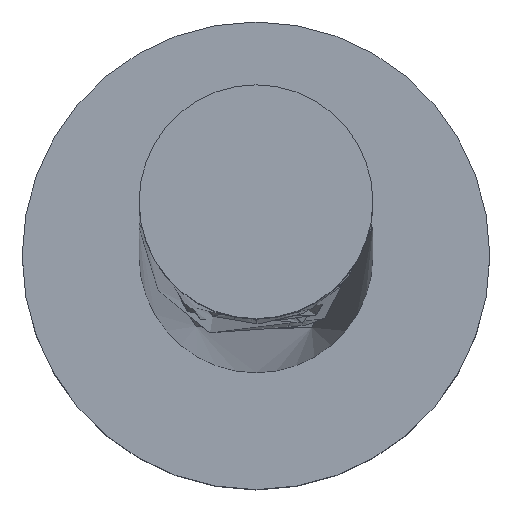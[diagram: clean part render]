
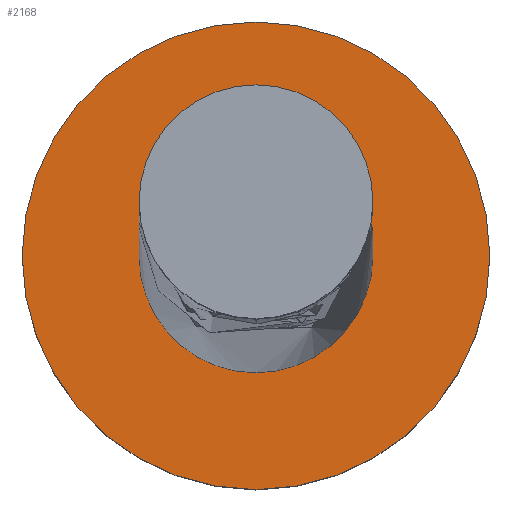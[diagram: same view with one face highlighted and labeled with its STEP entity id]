
A CAD part, top view. The second image highlights one B-rep face of the part: STEP entity #2168.
In plain terms, the highlighted planar face has unit normal (0, 0, 1).
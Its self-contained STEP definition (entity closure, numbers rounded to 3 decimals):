
#79 = CIRCLE ( 'NONE', #1016, 3. ) ;
#95 = DIRECTION ( 'NONE',  ( 0., 0., 1. ) ) ;
#364 = VERTEX_POINT ( 'NONE', #2189 ) ;
#413 = DIRECTION ( 'NONE',  ( 1., 0., 0. ) ) ;
#552 = VERTEX_POINT ( 'NONE', #1438 ) ;
#574 = DIRECTION ( 'NONE',  ( 0., 0., 1. ) ) ;
#611 = AXIS2_PLACEMENT_3D ( 'NONE', #1129, #574, #1477 ) ;
#684 = EDGE_LOOP ( 'NONE', ( #2155, #953 ) ) ;
#772 = AXIS2_PLACEMENT_3D ( 'NONE', #2166, #95, #1280 ) ;
#836 = CIRCLE ( 'NONE', #772, 3. ) ;
#915 = AXIS2_PLACEMENT_3D ( 'NONE', #1821, #1658, #1459 ) ;
#923 = DIRECTION ( 'NONE',  ( 0., 0., 1. ) ) ;
#931 = FACE_OUTER_BOUND ( 'NONE', #2136, .T. ) ;
#934 = ORIENTED_EDGE ( 'NONE', *, *, #1687, .T. ) ;
#953 = ORIENTED_EDGE ( 'NONE', *, *, #1212, .F. ) ;
#988 = ORIENTED_EDGE ( 'NONE', *, *, #1556, .T. ) ;
#1016 = AXIS2_PLACEMENT_3D ( 'NONE', #1081, #923, #2099 ) ;
#1081 = CARTESIAN_POINT ( 'NONE',  ( 0., 0., 5. ) ) ;
#1100 = FACE_BOUND ( 'NONE', #684, .T. ) ;
#1109 = PLANE ( 'NONE',  #1697 ) ;
#1129 = CARTESIAN_POINT ( 'NONE',  ( 0., 0., 5. ) ) ;
#1212 = EDGE_CURVE ( 'NONE', #552, #1405, #79, .T. ) ;
#1267 = DIRECTION ( 'NONE',  ( 0., 0., 1. ) ) ;
#1280 = DIRECTION ( 'NONE',  ( 1., 0., 0. ) ) ;
#1405 = VERTEX_POINT ( 'NONE', #1916 ) ;
#1438 = CARTESIAN_POINT ( 'NONE',  ( 3., 0., 5. ) ) ;
#1459 = DIRECTION ( 'NONE',  ( 1., 0., 0. ) ) ;
#1477 = DIRECTION ( 'NONE',  ( 1., 0., 0. ) ) ;
#1556 = EDGE_CURVE ( 'NONE', #364, #1869, #1593, .T. ) ;
#1593 = CIRCLE ( 'NONE', #611, 6. ) ;
#1617 = CARTESIAN_POINT ( 'NONE',  ( 0., 0., 5. ) ) ;
#1629 = CIRCLE ( 'NONE', #915, 6. ) ;
#1658 = DIRECTION ( 'NONE',  ( 0., 0., 1. ) ) ;
#1687 = EDGE_CURVE ( 'NONE', #1869, #364, #1629, .T. ) ;
#1697 = AXIS2_PLACEMENT_3D ( 'NONE', #1617, #1267, #413 ) ;
#1786 = EDGE_CURVE ( 'NONE', #1405, #552, #836, .T. ) ;
#1821 = CARTESIAN_POINT ( 'NONE',  ( 0., 0., 5. ) ) ;
#1869 = VERTEX_POINT ( 'NONE', #2164 ) ;
#1916 = CARTESIAN_POINT ( 'NONE',  ( -3., 0., 5. ) ) ;
#2099 = DIRECTION ( 'NONE',  ( 1., 0., 0. ) ) ;
#2136 = EDGE_LOOP ( 'NONE', ( #934, #988 ) ) ;
#2155 = ORIENTED_EDGE ( 'NONE', *, *, #1786, .F. ) ;
#2164 = CARTESIAN_POINT ( 'NONE',  ( -6., 0., 5. ) ) ;
#2166 = CARTESIAN_POINT ( 'NONE',  ( 0., 0., 5. ) ) ;
#2168 = ADVANCED_FACE ( 'NONE', ( #1100, #931 ), #1109, .T. ) ;
#2189 = CARTESIAN_POINT ( 'NONE',  ( 6., 0., 5. ) ) ;
